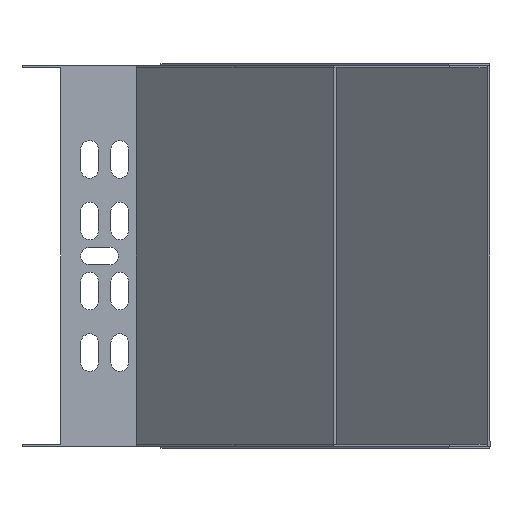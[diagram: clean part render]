
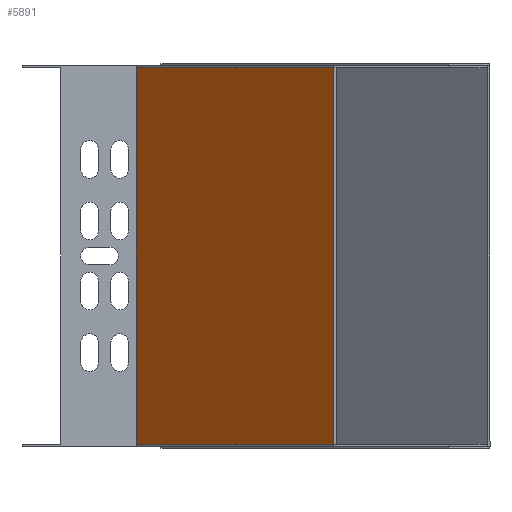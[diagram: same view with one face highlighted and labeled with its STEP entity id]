
A CAD part, front view. The second image highlights one B-rep face of the part: STEP entity #5891.
In plain terms, the highlighted planar face has unit normal (-0.707, -0.707, 0).
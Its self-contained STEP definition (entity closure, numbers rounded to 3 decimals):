
#562 = EDGE_LOOP ( 'NONE', ( #1381, #1469, #1551, #1719, #1896, #1901 ) ) ;
#773 = LINE ( 'NONE', #5788, #6110 ) ;
#947 = AXIS2_PLACEMENT_3D ( 'NONE', #2019, #6636, #3691 ) ;
#948 = VECTOR ( 'NONE', #5918, 1000. ) ;
#1119 = LINE ( 'NONE', #6161, #5053 ) ;
#1381 = ORIENTED_EDGE ( 'NONE', *, *, #1514, .F. ) ;
#1462 = LINE ( 'NONE', #6257, #2566 ) ;
#1469 = ORIENTED_EDGE ( 'NONE', *, *, #1516, .F. ) ;
#1496 = EDGE_CURVE ( 'NONE', #3423, #3888, #1462, .T. ) ;
#1514 = EDGE_CURVE ( 'NONE', #4041, #1756, #1119, .T. ) ;
#1516 = EDGE_CURVE ( 'NONE', #4116, #4041, #6454, .T. ) ;
#1524 = EDGE_CURVE ( 'NONE', #4116, #4495, #6289, .T. ) ;
#1529 = EDGE_CURVE ( 'NONE', #4495, #3423, #3771, .T. ) ;
#1540 = EDGE_CURVE ( 'NONE', #3888, #1756, #773, .T. ) ;
#1551 = ORIENTED_EDGE ( 'NONE', *, *, #1524, .T. ) ;
#1719 = ORIENTED_EDGE ( 'NONE', *, *, #1529, .T. ) ;
#1756 = VERTEX_POINT ( 'NONE', #4280 ) ;
#1896 = ORIENTED_EDGE ( 'NONE', *, *, #1496, .T. ) ;
#1901 = ORIENTED_EDGE ( 'NONE', *, *, #1540, .T. ) ;
#2019 = CARTESIAN_POINT ( 'NONE',  ( 27.979, -79.156, 195.829 ) ) ;
#2394 = VECTOR ( 'NONE', #5977, 1000. ) ;
#2566 = VECTOR ( 'NONE', #6171, 1000. ) ;
#3128 = CARTESIAN_POINT ( 'NONE',  ( -11.442, -39.734, 195.829 ) ) ;
#3423 = VERTEX_POINT ( 'NONE', #3906 ) ;
#3641 = CARTESIAN_POINT ( 'NONE',  ( 27.976, -79.153, 45.829 ) ) ;
#3647 = CARTESIAN_POINT ( 'NONE',  ( 27.976, -79.153, 195.829 ) ) ;
#3691 = DIRECTION ( 'NONE',  ( 0.707, -0.707, 0. ) ) ;
#3706 = CARTESIAN_POINT ( 'NONE',  ( -50.86, -0.316, 45.829 ) ) ;
#3771 = LINE ( 'NONE', #5875, #948 ) ;
#3888 = VERTEX_POINT ( 'NONE', #3706 ) ;
#3906 = CARTESIAN_POINT ( 'NONE',  ( -50.86, -0.316, 195.829 ) ) ;
#4041 = VERTEX_POINT ( 'NONE', #3641 ) ;
#4116 = VERTEX_POINT ( 'NONE', #3647 ) ;
#4280 = CARTESIAN_POINT ( 'NONE',  ( -11.442, -39.734, 45.829 ) ) ;
#4495 = VERTEX_POINT ( 'NONE', #3128 ) ;
#4704 = FACE_OUTER_BOUND ( 'NONE', #562, .T. ) ;
#4906 = VECTOR ( 'NONE', #5838, 1000. ) ;
#5053 = VECTOR ( 'NONE', #6424, 1000. ) ;
#5746 = DIRECTION ( 'NONE',  ( 0.707, -0.707, 0. ) ) ;
#5788 = CARTESIAN_POINT ( 'NONE',  ( 27.979, -79.156, 45.829 ) ) ;
#5838 = DIRECTION ( 'NONE',  ( -0.707, 0.707, 0. ) ) ;
#5875 = CARTESIAN_POINT ( 'NONE',  ( -50.86, -0.316, 195.829 ) ) ;
#5891 = ADVANCED_FACE ( 'NONE', ( #4704 ), #6080, .T. ) ;
#5918 = DIRECTION ( 'NONE',  ( -0.707, 0.707, 0. ) ) ;
#5977 = DIRECTION ( 'NONE',  ( 0., 0., -1. ) ) ;
#6055 = CARTESIAN_POINT ( 'NONE',  ( 27.979, -79.156, 195.829 ) ) ;
#6072 = CARTESIAN_POINT ( 'NONE',  ( 27.976, -79.153, 195.829 ) ) ;
#6080 = PLANE ( 'NONE',  #947 ) ;
#6110 = VECTOR ( 'NONE', #5746, 1000. ) ;
#6161 = CARTESIAN_POINT ( 'NONE',  ( 27.979, -79.156, 45.829 ) ) ;
#6171 = DIRECTION ( 'NONE',  ( 0., 0., -1. ) ) ;
#6257 = CARTESIAN_POINT ( 'NONE',  ( -50.86, -0.316, 195.829 ) ) ;
#6289 = LINE ( 'NONE', #6055, #4906 ) ;
#6424 = DIRECTION ( 'NONE',  ( -0.707, 0.707, 0. ) ) ;
#6454 = LINE ( 'NONE', #6072, #2394 ) ;
#6636 = DIRECTION ( 'NONE',  ( -0.707, -0.707, 0. ) ) ;
